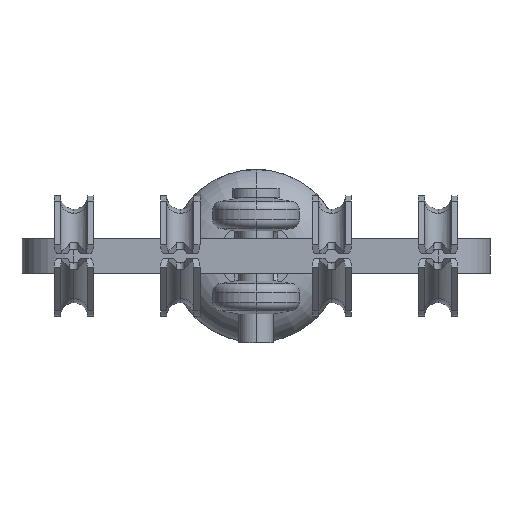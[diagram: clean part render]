
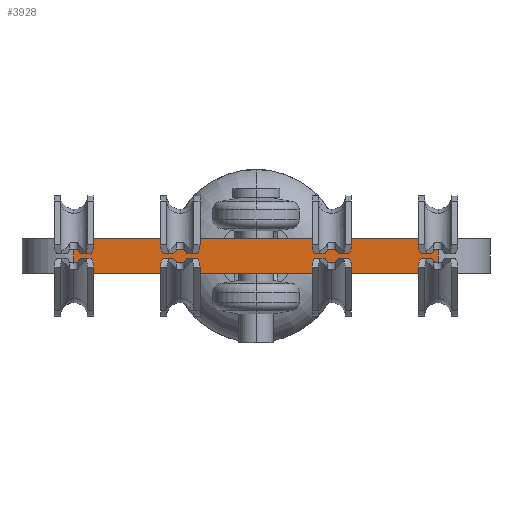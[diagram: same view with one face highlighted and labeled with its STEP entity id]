
A CAD part, front view. The second image highlights one B-rep face of the part: STEP entity #3928.
In plain terms, the highlighted planar face has unit normal (0, -1, 0).
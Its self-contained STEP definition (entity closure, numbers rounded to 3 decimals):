
#119 = CARTESIAN_POINT ( 'NONE',  ( -42.09, 0., 4. ) ) ;
#206 = VERTEX_POINT ( 'NONE', #642 ) ;
#215 = DIRECTION ( 'NONE',  ( 0., 0., 1. ) ) ;
#298 = LINE ( 'NONE', #1225, #2725 ) ;
#485 = ORIENTED_EDGE ( 'NONE', *, *, #2546, .T. ) ;
#601 = PLANE ( 'NONE',  #2396 ) ;
#642 = CARTESIAN_POINT ( 'NONE',  ( 42.09, 0., 4. ) ) ;
#901 = DIRECTION ( 'NONE',  ( 1., 0., 0. ) ) ;
#935 = ORIENTED_EDGE ( 'NONE', *, *, #3874, .F. ) ;
#1048 = EDGE_CURVE ( 'NONE', #2796, #1590, #1298, .T. ) ;
#1072 = CARTESIAN_POINT ( 'NONE',  ( 42.09, 0., -4. ) ) ;
#1163 = CARTESIAN_POINT ( 'NONE',  ( -42.09, 0., -4. ) ) ;
#1225 = CARTESIAN_POINT ( 'NONE',  ( -42.09, 0., 4. ) ) ;
#1248 = VECTOR ( 'NONE', #2957, 1000. ) ;
#1298 = LINE ( 'NONE', #119, #1248 ) ;
#1489 = EDGE_LOOP ( 'NONE', ( #485, #1819, #935, #2079 ) ) ;
#1590 = VERTEX_POINT ( 'NONE', #1163 ) ;
#1630 = LINE ( 'NONE', #1935, #4119 ) ;
#1631 = EDGE_CURVE ( 'NONE', #206, #4244, #4470, .T. ) ;
#1819 = ORIENTED_EDGE ( 'NONE', *, *, #1631, .F. ) ;
#1935 = CARTESIAN_POINT ( 'NONE',  ( -42.09, 0., -4. ) ) ;
#2079 = ORIENTED_EDGE ( 'NONE', *, *, #1048, .T. ) ;
#2396 = AXIS2_PLACEMENT_3D ( 'NONE', #4167, #4515, #215 ) ;
#2546 = EDGE_CURVE ( 'NONE', #1590, #4244, #1630, .T. ) ;
#2560 = DIRECTION ( 'NONE',  ( 1., 0., 0. ) ) ;
#2725 = VECTOR ( 'NONE', #2560, 1000. ) ;
#2796 = VERTEX_POINT ( 'NONE', #4088 ) ;
#2957 = DIRECTION ( 'NONE',  ( 0., 0., -1. ) ) ;
#3315 = FACE_OUTER_BOUND ( 'NONE', #1489, .T. ) ;
#3843 = DIRECTION ( 'NONE',  ( 0., 0., -1. ) ) ;
#3874 = EDGE_CURVE ( 'NONE', #2796, #206, #298, .T. ) ;
#3928 = ADVANCED_FACE ( 'NONE', ( #3315 ), #601, .F. ) ;
#4088 = CARTESIAN_POINT ( 'NONE',  ( -42.09, 0., 4. ) ) ;
#4119 = VECTOR ( 'NONE', #901, 1000. ) ;
#4167 = CARTESIAN_POINT ( 'NONE',  ( -42.09, 0., 4. ) ) ;
#4204 = CARTESIAN_POINT ( 'NONE',  ( 42.09, 0., 4. ) ) ;
#4244 = VERTEX_POINT ( 'NONE', #1072 ) ;
#4470 = LINE ( 'NONE', #4204, #4527 ) ;
#4515 = DIRECTION ( 'NONE',  ( 0., 1., 0. ) ) ;
#4527 = VECTOR ( 'NONE', #3843, 1000. ) ;
